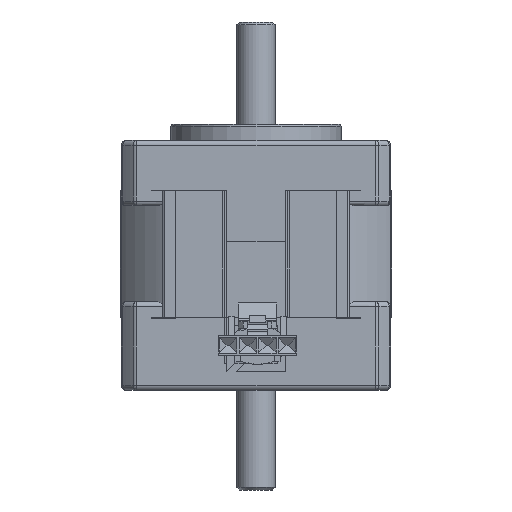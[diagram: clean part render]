
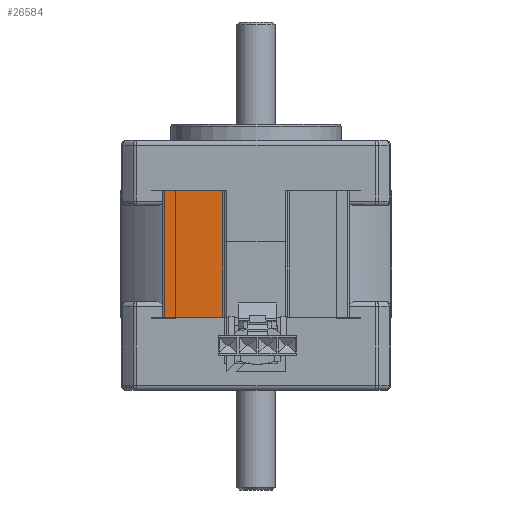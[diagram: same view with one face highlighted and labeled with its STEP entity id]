
A CAD part, front view. The second image highlights one B-rep face of the part: STEP entity #26584.
In plain terms, the highlighted planar face has unit normal (0, -1, 0).
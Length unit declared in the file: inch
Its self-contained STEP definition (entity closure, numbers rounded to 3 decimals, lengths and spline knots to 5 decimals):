
#125 = CARTESIAN_POINT ( 'NONE',  ( 2.45347, 12.33576, 10.9719 ) ) ;
#149 = DIRECTION ( 'NONE',  ( 0., 0., -1. ) ) ;
#2232 = VERTEX_POINT ( 'NONE', #15283 ) ;
#2393 = FACE_OUTER_BOUND ( 'NONE', #22232, .T. ) ;
#2921 = LINE ( 'NONE', #125, #15308 ) ;
#5532 = EDGE_CURVE ( 'NONE', #18508, #8205, #17256, .T. ) ;
#6347 = CARTESIAN_POINT ( 'NONE',  ( 2.45347, 12.33576, 11.6179 ) ) ;
#8166 = CARTESIAN_POINT ( 'NONE',  ( 2.76941, 12.33576, 11.6179 ) ) ;
#8205 = VERTEX_POINT ( 'NONE', #28274 ) ;
#9049 = AXIS2_PLACEMENT_3D ( 'NONE', #15758, #19964, #11304 ) ;
#9204 = ORIENTED_EDGE ( 'NONE', *, *, #22777, .F. ) ;
#9402 = VECTOR ( 'NONE', #21422, 39.37008 ) ;
#11304 = DIRECTION ( 'NONE',  ( 1., 0., 0. ) ) ;
#11736 = ORIENTED_EDGE ( 'NONE', *, *, #25500, .T. ) ;
#13108 = EDGE_CURVE ( 'NONE', #15618, #2232, #21033, .T. ) ;
#14371 = DIRECTION ( 'NONE',  ( -1., 0., 0. ) ) ;
#15283 = CARTESIAN_POINT ( 'NONE',  ( 2.76941, 12.33576, 10.9719 ) ) ;
#15308 = VECTOR ( 'NONE', #15380, 39.37008 ) ;
#15380 = DIRECTION ( 'NONE',  ( -1., 0., 0. ) ) ;
#15465 = PLANE ( 'NONE',  #9049 ) ;
#15618 = VERTEX_POINT ( 'NONE', #8166 ) ;
#15758 = CARTESIAN_POINT ( 'NONE',  ( 2.45347, 12.33576, 11.6179 ) ) ;
#17256 = LINE ( 'NONE', #28322, #27231 ) ;
#18508 = VERTEX_POINT ( 'NONE', #6347 ) ;
#19149 = CARTESIAN_POINT ( 'NONE',  ( 2.45347, 12.33576, 11.6179 ) ) ;
#19713 = LINE ( 'NONE', #19149, #21103 ) ;
#19964 = DIRECTION ( 'NONE',  ( 0., -1., 0. ) ) ;
#21033 = LINE ( 'NONE', #28295, #9402 ) ;
#21103 = VECTOR ( 'NONE', #14371, 39.37008 ) ;
#21422 = DIRECTION ( 'NONE',  ( 0., 0., -1. ) ) ;
#22232 = EDGE_LOOP ( 'NONE', ( #24867, #9204, #22391, #11736 ) ) ;
#22391 = ORIENTED_EDGE ( 'NONE', *, *, #13108, .F. ) ;
#22777 = EDGE_CURVE ( 'NONE', #2232, #8205, #2921, .T. ) ;
#24867 = ORIENTED_EDGE ( 'NONE', *, *, #5532, .T. ) ;
#25500 = EDGE_CURVE ( 'NONE', #15618, #18508, #19713, .T. ) ;
#26584 = ADVANCED_FACE ( 'NONE', ( #2393 ), #15465, .T. ) ;
#27231 = VECTOR ( 'NONE', #149, 39.37008 ) ;
#28274 = CARTESIAN_POINT ( 'NONE',  ( 2.45347, 12.33576, 10.9719 ) ) ;
#28295 = CARTESIAN_POINT ( 'NONE',  ( 2.76941, 12.33576, 11.6179 ) ) ;
#28322 = CARTESIAN_POINT ( 'NONE',  ( 2.45347, 12.33576, 11.6179 ) ) ;
